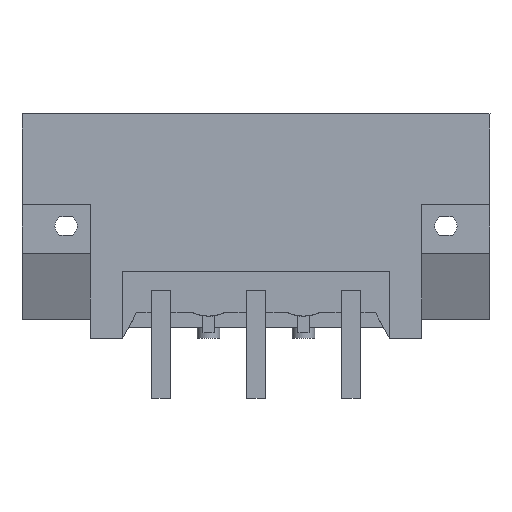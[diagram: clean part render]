
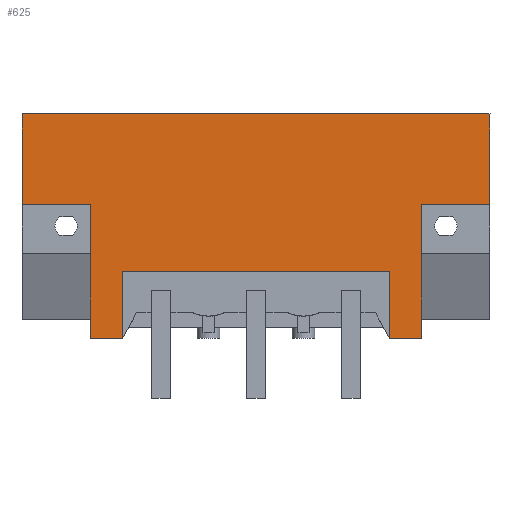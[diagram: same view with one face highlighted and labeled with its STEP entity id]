
A CAD part, top view. The second image highlights one B-rep face of the part: STEP entity #625.
In plain terms, the highlighted planar face has unit normal (0, 0, 1).
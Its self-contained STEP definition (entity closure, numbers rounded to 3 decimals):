
#541=AXIS2_PLACEMENT_3D('Plane Axis2P3D',#538,#539,#540) ;
#49=CARTESIAN_POINT('Vertex',(3.66,3.2,8.43)) ;
#52=CARTESIAN_POINT('Line Origine',(3.66,6.773,8.43)) ;
#56=CARTESIAN_POINT('Vertex',(3.66,10.346,8.43)) ;
#507=CARTESIAN_POINT('Vertex',(5.373,3.2,8.43)) ;
#510=CARTESIAN_POINT('Line Origine',(4.517,3.2,8.43)) ;
#538=CARTESIAN_POINT('Axis2P3D Location',(-1.42,3.2,8.43)) ;
#543=CARTESIAN_POINT('Line Origine',(0.,12.773,8.43)) ;
#547=CARTESIAN_POINT('Vertex',(0.,15.2,8.43)) ;
#549=CARTESIAN_POINT('Vertex',(0.,10.346,8.43)) ;
#552=CARTESIAN_POINT('Line Origine',(1.83,10.346,8.43)) ;
#557=CARTESIAN_POINT('Line Origine',(5.373,4.975,8.43)) ;
#561=CARTESIAN_POINT('Vertex',(5.373,6.75,8.43)) ;
#564=CARTESIAN_POINT('Line Origine',(12.527,6.75,8.43)) ;
#568=CARTESIAN_POINT('Vertex',(19.681,6.75,8.43)) ;
#571=CARTESIAN_POINT('Line Origine',(19.681,4.975,8.43)) ;
#575=CARTESIAN_POINT('Vertex',(19.681,3.2,8.43)) ;
#578=CARTESIAN_POINT('Line Origine',(20.53,3.2,8.43)) ;
#582=CARTESIAN_POINT('Vertex',(21.38,3.2,8.43)) ;
#585=CARTESIAN_POINT('Line Origine',(21.38,6.773,8.43)) ;
#589=CARTESIAN_POINT('Vertex',(21.38,10.346,8.43)) ;
#592=CARTESIAN_POINT('Line Origine',(23.21,10.346,8.43)) ;
#596=CARTESIAN_POINT('Vertex',(25.04,10.346,8.43)) ;
#599=CARTESIAN_POINT('Line Origine',(25.04,12.773,8.43)) ;
#603=CARTESIAN_POINT('Vertex',(25.04,15.2,8.43)) ;
#606=CARTESIAN_POINT('Line Origine',(12.52,15.2,8.43)) ;
#53=DIRECTION('Vector Direction',(0.,1.,0.)) ;
#511=DIRECTION('Vector Direction',(1.,0.,0.)) ;
#539=DIRECTION('Axis2P3D Direction',(0.,0.,-1.)) ;
#540=DIRECTION('Axis2P3D XDirection',(0.,1.,0.)) ;
#544=DIRECTION('Vector Direction',(0.,-1.,0.)) ;
#553=DIRECTION('Vector Direction',(1.,0.,0.)) ;
#558=DIRECTION('Vector Direction',(0.,1.,0.)) ;
#565=DIRECTION('Vector Direction',(1.,0.,0.)) ;
#572=DIRECTION('Vector Direction',(0.,1.,0.)) ;
#579=DIRECTION('Vector Direction',(1.,0.,0.)) ;
#586=DIRECTION('Vector Direction',(0.,1.,0.)) ;
#593=DIRECTION('Vector Direction',(-1.,0.,0.)) ;
#600=DIRECTION('Vector Direction',(0.,-1.,0.)) ;
#607=DIRECTION('Vector Direction',(-1.,0.,0.)) ;
#54=VECTOR('Line Direction',#53,1.) ;
#512=VECTOR('Line Direction',#511,1.) ;
#545=VECTOR('Line Direction',#544,1.) ;
#554=VECTOR('Line Direction',#553,1.) ;
#559=VECTOR('Line Direction',#558,1.) ;
#566=VECTOR('Line Direction',#565,1.) ;
#573=VECTOR('Line Direction',#572,1.) ;
#580=VECTOR('Line Direction',#579,1.) ;
#587=VECTOR('Line Direction',#586,1.) ;
#594=VECTOR('Line Direction',#593,1.) ;
#601=VECTOR('Line Direction',#600,1.) ;
#608=VECTOR('Line Direction',#607,1.) ;
#612=ORIENTED_EDGE('',*,*,#551,.T.) ;
#613=ORIENTED_EDGE('',*,*,#556,.T.) ;
#614=ORIENTED_EDGE('',*,*,#58,.F.) ;
#615=ORIENTED_EDGE('',*,*,#514,.T.) ;
#616=ORIENTED_EDGE('',*,*,#563,.F.) ;
#617=ORIENTED_EDGE('',*,*,#570,.F.) ;
#618=ORIENTED_EDGE('',*,*,#577,.F.) ;
#619=ORIENTED_EDGE('',*,*,#584,.T.) ;
#620=ORIENTED_EDGE('',*,*,#591,.T.) ;
#621=ORIENTED_EDGE('',*,*,#598,.F.) ;
#622=ORIENTED_EDGE('',*,*,#605,.F.) ;
#623=ORIENTED_EDGE('',*,*,#610,.T.) ;
#625=ADVANCED_FACE('HOUSING',(#624),#542,.F.) ;
#58=EDGE_CURVE('',#50,#57,#55,.T.) ;
#514=EDGE_CURVE('',#50,#508,#513,.T.) ;
#551=EDGE_CURVE('',#548,#550,#546,.T.) ;
#556=EDGE_CURVE('',#550,#57,#555,.T.) ;
#563=EDGE_CURVE('',#562,#508,#560,.F.) ;
#570=EDGE_CURVE('',#569,#562,#567,.F.) ;
#577=EDGE_CURVE('',#576,#569,#574,.T.) ;
#584=EDGE_CURVE('',#576,#583,#581,.T.) ;
#591=EDGE_CURVE('',#583,#590,#588,.T.) ;
#598=EDGE_CURVE('',#597,#590,#595,.T.) ;
#605=EDGE_CURVE('',#604,#597,#602,.T.) ;
#610=EDGE_CURVE('',#604,#548,#609,.T.) ;
#611=EDGE_LOOP('',(#612,#613,#614,#615,#616,#617,#618,#619,#620,#621,#622,#623)) ;
#624=FACE_OUTER_BOUND('',#611,.T.) ;
#55=LINE('Line',#52,#54) ;
#513=LINE('Line',#510,#512) ;
#546=LINE('Line',#543,#545) ;
#555=LINE('Line',#552,#554) ;
#560=LINE('Line',#557,#559) ;
#567=LINE('Line',#564,#566) ;
#574=LINE('Line',#571,#573) ;
#581=LINE('Line',#578,#580) ;
#588=LINE('Line',#585,#587) ;
#595=LINE('Line',#592,#594) ;
#602=LINE('Line',#599,#601) ;
#609=LINE('Line',#606,#608) ;
#542=PLANE('',#541) ;
#50=VERTEX_POINT('',#49) ;
#57=VERTEX_POINT('',#56) ;
#508=VERTEX_POINT('',#507) ;
#548=VERTEX_POINT('',#547) ;
#550=VERTEX_POINT('',#549) ;
#562=VERTEX_POINT('',#561) ;
#569=VERTEX_POINT('',#568) ;
#576=VERTEX_POINT('',#575) ;
#583=VERTEX_POINT('',#582) ;
#590=VERTEX_POINT('',#589) ;
#597=VERTEX_POINT('',#596) ;
#604=VERTEX_POINT('',#603) ;
